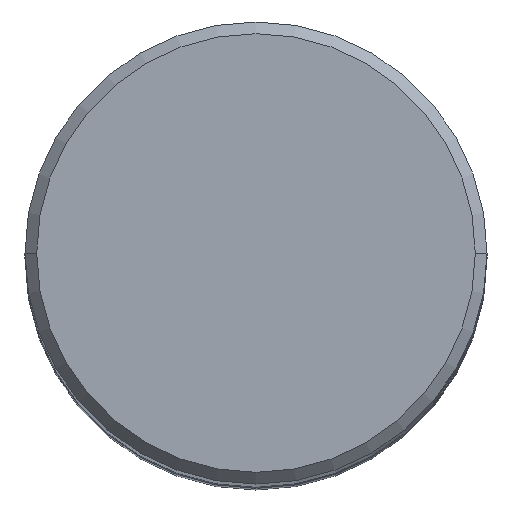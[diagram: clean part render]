
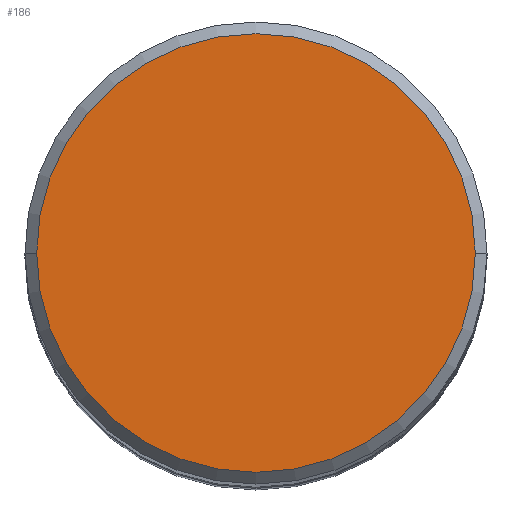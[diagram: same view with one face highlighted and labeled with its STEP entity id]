
A CAD part, top view. The second image highlights one B-rep face of the part: STEP entity #186.
In plain terms, the highlighted planar face has unit normal (0, 0, 1).
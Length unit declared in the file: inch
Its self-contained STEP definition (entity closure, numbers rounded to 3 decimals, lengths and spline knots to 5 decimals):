
#25 = DIRECTION ( 'NONE',  ( 0., 0., 1. ) ) ;
#33 = AXIS2_PLACEMENT_3D ( 'NONE', #248, #510, #422 ) ;
#44 = CARTESIAN_POINT ( 'NONE',  ( 0., 0., 0. ) ) ;
#96 = DIRECTION ( 'NONE',  ( 1., 0., 0. ) ) ;
#170 = FACE_OUTER_BOUND ( 'NONE', #505, .T. ) ;
#186 = ADVANCED_FACE ( 'NONE', ( #170 ), #300, .F. ) ;
#199 = DIRECTION ( 'NONE',  ( 0., 0., 1. ) ) ;
#203 = EDGE_CURVE ( 'NONE', #390, #256, #370, .T. ) ;
#204 = ORIENTED_EDGE ( 'NONE', *, *, #203, .T. ) ;
#248 = CARTESIAN_POINT ( 'NONE',  ( 0., 0.3737, 0. ) ) ;
#252 = CARTESIAN_POINT ( 'NONE',  ( -0.3737, 0., 0. ) ) ;
#255 = AXIS2_PLACEMENT_3D ( 'NONE', #44, #199, #96 ) ;
#256 = VERTEX_POINT ( 'NONE', #400 ) ;
#274 = CARTESIAN_POINT ( 'NONE',  ( 0., 0., 0. ) ) ;
#300 = PLANE ( 'NONE',  #33 ) ;
#330 = AXIS2_PLACEMENT_3D ( 'NONE', #274, #25, #411 ) ;
#370 = CIRCLE ( 'NONE', #255, 0.3737 ) ;
#390 = VERTEX_POINT ( 'NONE', #252 ) ;
#400 = CARTESIAN_POINT ( 'NONE',  ( 0.3737, 0., 0. ) ) ;
#411 = DIRECTION ( 'NONE',  ( 1., 0., 0. ) ) ;
#422 = DIRECTION ( 'NONE',  ( -1., 0., 0. ) ) ;
#449 = CIRCLE ( 'NONE', #330, 0.3737 ) ;
#490 = EDGE_CURVE ( 'NONE', #256, #390, #449, .T. ) ;
#505 = EDGE_LOOP ( 'NONE', ( #204, #560 ) ) ;
#510 = DIRECTION ( 'NONE',  ( 0., 0., -1. ) ) ;
#560 = ORIENTED_EDGE ( 'NONE', *, *, #490, .T. ) ;
